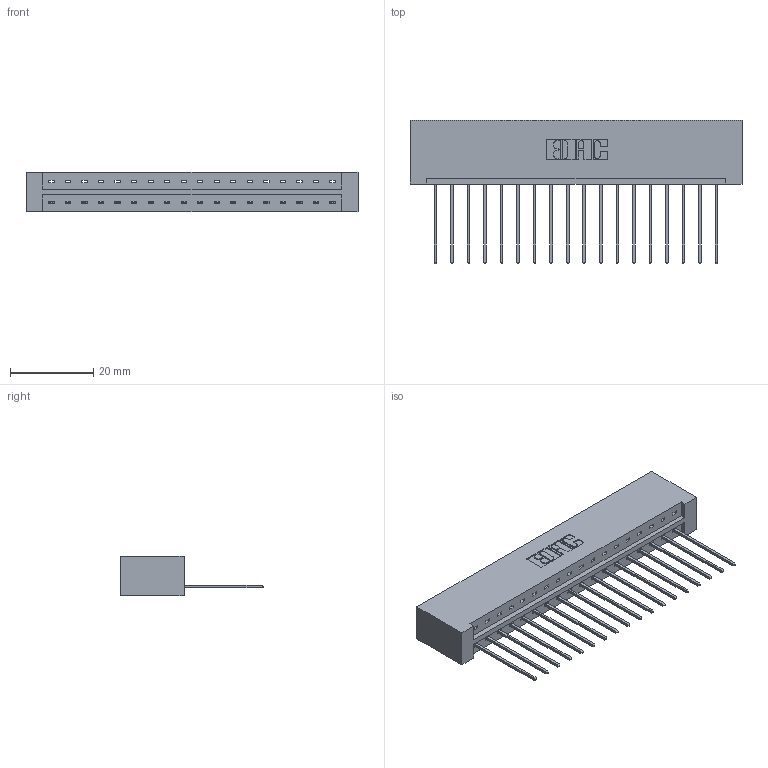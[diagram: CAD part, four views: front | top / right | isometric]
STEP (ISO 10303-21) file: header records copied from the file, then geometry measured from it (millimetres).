
FILE_DESCRIPTION (( 'STEP AP203' ), '1' );
FILE_NAME ('333-018-541-101.STEP', '2019-08-09T13:25:38', ( '' ), ( '' ), 'SwSTEP 2.0', 'SolidWorks 2016', '' );
FILE_SCHEMA (( 'CONFIG_CONTROL_DESIGN' ));
Length unit declared in the file: inch
Products named in the file (3): 333-018-541-101; 345-292-001_345-293-141; 333 Part_Lugless
Assembly tree (19 placements, depth 2):
  333-018-541-101
    333 Part_Lugless
    345-292-001_345-293-141  x18
Bounding box: 79.58 x 34.3 x 9.4 mm (x, y, z)
Volume: 8473.6 mm3; surface area: 9332.4 mm2
Topology: 19 solids, 19 shells, 1150 faces, 3455 edges, 2278 vertices
Faces by surface type: plane 822, cylinder 328
Entity records: 13849 total; most frequent: CARTESIAN_POINT 2400, ORIENTED_EDGE 2354, DIRECTION 2065, EDGE_CURVE 1177, LINE 1057, VECTOR 1057, VERTEX_POINT 782, AXIS2_PLACEMENT_3D 504
